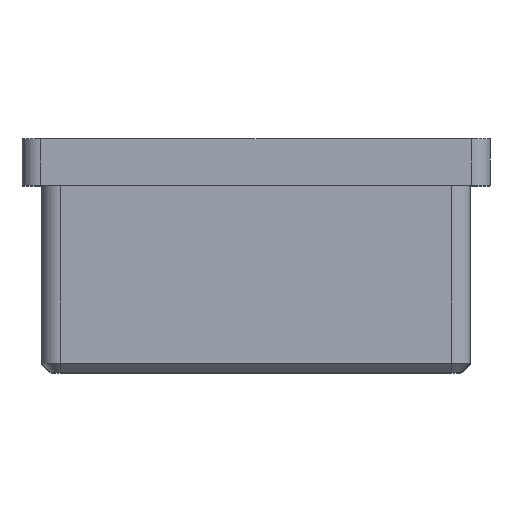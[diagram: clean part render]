
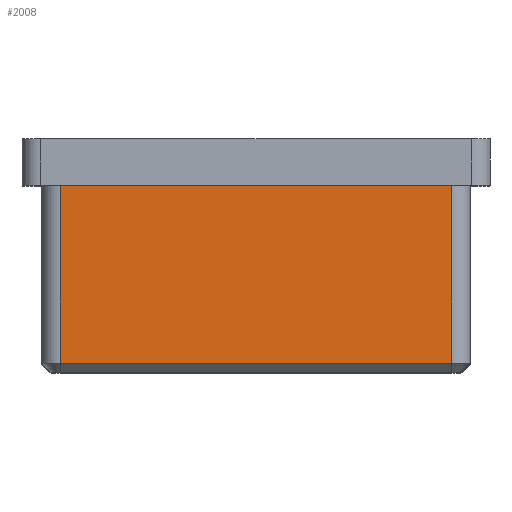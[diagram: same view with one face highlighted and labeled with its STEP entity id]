
A CAD part, top view. The second image highlights one B-rep face of the part: STEP entity #2008.
In plain terms, the highlighted planar face has unit normal (0, 0, 1).
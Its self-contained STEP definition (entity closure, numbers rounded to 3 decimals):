
#84 = FACE_OUTER_BOUND ( 'NONE', #11288, .T. ) ;
#521 = VECTOR ( 'NONE', #1112, 1000. ) ;
#707 = VECTOR ( 'NONE', #6341, 1000. ) ;
#1112 = DIRECTION ( 'NONE',  ( 0., -1., 0. ) ) ;
#1218 = CARTESIAN_POINT ( 'NONE',  ( -20.9, -20., 22.9 ) ) ;
#1287 = CARTESIAN_POINT ( 'NONE',  ( -20.9, -19., 22.9 ) ) ;
#1498 = LINE ( 'NONE', #10861, #16872 ) ;
#1533 = PLANE ( 'NONE',  #9153 ) ;
#1994 = EDGE_CURVE ( 'NONE', #14136, #7540, #2731, .T. ) ;
#2008 = ADVANCED_FACE ( 'NONE', ( #84 ), #1533, .F. ) ;
#2559 = CARTESIAN_POINT ( 'NONE',  ( 20.9, -20., 22.9 ) ) ;
#2731 = LINE ( 'NONE', #15727, #7043 ) ;
#3180 = LINE ( 'NONE', #2559, #707 ) ;
#3487 = EDGE_CURVE ( 'NONE', #7540, #9728, #10138, .T. ) ;
#4159 = DIRECTION ( 'NONE',  ( 0., 0., -1. ) ) ;
#5552 = EDGE_CURVE ( 'NONE', #6632, #14136, #3180, .T. ) ;
#6341 = DIRECTION ( 'NONE',  ( 0., 1., 0. ) ) ;
#6632 = VERTEX_POINT ( 'NONE', #7678 ) ;
#7043 = VECTOR ( 'NONE', #11965, 1000. ) ;
#7103 = EDGE_CURVE ( 'NONE', #9728, #6632, #1498, .T. ) ;
#7394 = ORIENTED_EDGE ( 'NONE', *, *, #3487, .T. ) ;
#7413 = ORIENTED_EDGE ( 'NONE', *, *, #7103, .T. ) ;
#7540 = VERTEX_POINT ( 'NONE', #15070 ) ;
#7678 = CARTESIAN_POINT ( 'NONE',  ( 20.9, -19., 22.9 ) ) ;
#8328 = DIRECTION ( 'NONE',  ( 1., 0., 0. ) ) ;
#9153 = AXIS2_PLACEMENT_3D ( 'NONE', #10642, #4159, #13266 ) ;
#9728 = VERTEX_POINT ( 'NONE', #1287 ) ;
#10138 = LINE ( 'NONE', #1218, #521 ) ;
#10642 = CARTESIAN_POINT ( 'NONE',  ( -22.9, -20., 22.9 ) ) ;
#10645 = ORIENTED_EDGE ( 'NONE', *, *, #1994, .T. ) ;
#10861 = CARTESIAN_POINT ( 'NONE',  ( 20.9, -19., 22.9 ) ) ;
#11288 = EDGE_LOOP ( 'NONE', ( #7394, #7413, #14318, #10645 ) ) ;
#11965 = DIRECTION ( 'NONE',  ( -1., 0., 0. ) ) ;
#13247 = CARTESIAN_POINT ( 'NONE',  ( 20.9, 0., 22.9 ) ) ;
#13266 = DIRECTION ( 'NONE',  ( -1., 0., 0. ) ) ;
#14136 = VERTEX_POINT ( 'NONE', #13247 ) ;
#14318 = ORIENTED_EDGE ( 'NONE', *, *, #5552, .T. ) ;
#15070 = CARTESIAN_POINT ( 'NONE',  ( -20.9, 0., 22.9 ) ) ;
#15727 = CARTESIAN_POINT ( 'NONE',  ( -22.9, 0., 22.9 ) ) ;
#16872 = VECTOR ( 'NONE', #8328, 1000. ) ;
